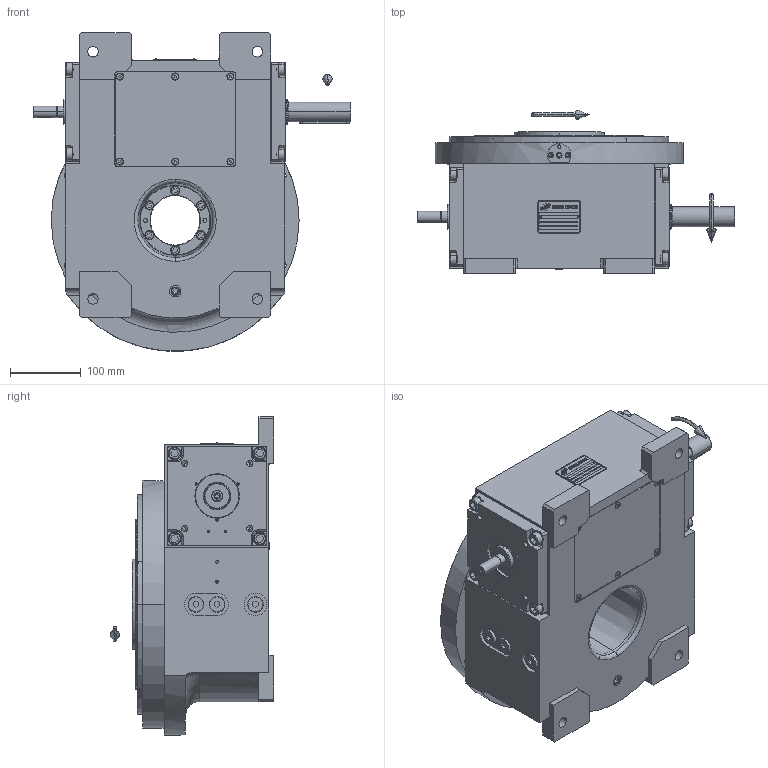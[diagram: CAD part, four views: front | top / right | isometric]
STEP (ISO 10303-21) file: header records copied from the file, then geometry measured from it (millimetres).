
FILE_DESCRIPTION (( 'STEP AP203' ), '1' );
FILE_NAME ('PC5101814.step', '2026-02-10T15:34:04', ( '' ), ( '' ), 'SwSTEP 2.0', 'SolidWorks 2020', '' );
FILE_SCHEMA (( 'CONFIG_CONTROL_DESIGN' ));
Length unit declared in the file: millimetre
Products named in the file (83): CFN2203_02_002.stp; CFN2223_02_004.stp; PC5101814; CFN2000_01_185.stp; cfn2000_01_161; 900_38_30_003; cfn2107_01_001; cfn2128_19_002; cfn2115_01_006; cfn2151_01_167; rig09_071_6_m_n_03.stp; cfn2476_01_002_60x46; cfn2000_01_126; cfn2000_01_099; CFN2010_02_002.stp; cfn2104_01_018; cfn2003_01_054; AS_rig09_017; cfn2070_05_009; cfn2155_01_196; rig09_007_master; RIG09_005_S_001_ASM.stp; cfn2000_01_081; AS_rig09_002_bl; cfn2155_01_095; cfn2276_01_056; rig09_016; AS_cfn2476_01_002_60x46; CFN2155_01_195.stp; AS_rig09_004; cfn2115_02_057; cfn2151_01_170; RIG09_021_AF0.stp; cfn2128_04_002; cfn2151_01_115; rig09_005_s_001; CFN2356_03_053.stp; AS_rig09_071_6_m_n_03; rig09_001_a; CFN2010_01_020.stp ...
Assembly tree (71 placements, depth 5):
  CFN2203_02_002.stp
  CFN2223_02_004.stp
  PC5101814
    rig09_001_a
    AS_cfn2476_01_002_60x46
      cfn2476_01_002_60x46
      cfn2107_01_001
      cfn2107_01_001
    AS_rig09_071_6_m_n_03
      rig09_071_6_m_n_03.stp
        RIG09_005_S_001_ASM.stp
          RIG09_021_AF0.stp
          CFN2000_01_185.stp
          CFN2000_01_185.stp
          CFN2104_02_018.stp
        CFN2155_01_195.stp
        CFN2010_02_002.stp
      cfn2000_01_099
      cfn2000_01_099
      cfn2000_01_099
      cfn2000_01_099
      cfn2000_01_099
      cfn2000_01_099
      cfn2000_01_099
      cfn2000_01_099
      rig09_005_s_001
      cfn2104_01_018  x2
      rig09_003_6
    AS_rig09_017
      rig09_017
      cfn2000_01_126
      cfn2000_01_126
      cfn2000_01_126
      cfn2000_01_126
      cfn2000_01_126
      cfn2000_01_126
      cfn2155_01_196
    AS_rig09_004
      rig09_004
      cfn2000_01_081
      cfn2155_01_095
      cfn2070_05_009
      cfn2000_01_081
      cfn2000_01_081
      cfn2000_01_081
    AS_rig09_004
      rig09_004
      cfn2000_01_081
      cfn2155_01_095
      cfn2070_05_009
      cfn2000_01_081
      cfn2000_01_081
      cfn2000_01_081
    AS_rig09_002_bl
      rig09_002_bl
      cfn2115_01_006
    cfn2128_04_002  x3
    cfn2128_19_002
    AS_rig09_016
      rig09_016
Bounding box: 448.5 x 231 x 450 mm (x, y, z)
Volume: 5384526.9 mm3; surface area: 1283972.4 mm2
Topology: 62 solids, 62 shells, 2009 faces, 4954 edges, 3179 vertices
Faces by surface type: plane 1029, cylinder 643, cone 302, torus 29, sphere 4, bspline 2
Entity records: 69963 total; most frequent: CARTESIAN_POINT 13996, DIRECTION 10021, ORIENTED_EDGE 9588, EDGE_CURVE 4794, AXIS2_PLACEMENT_3D 3450, LINE 3121, VECTOR 3121, VERTEX_POINT 3118
